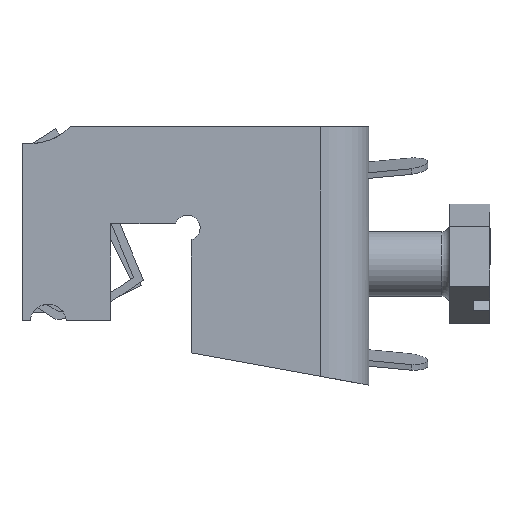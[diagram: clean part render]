
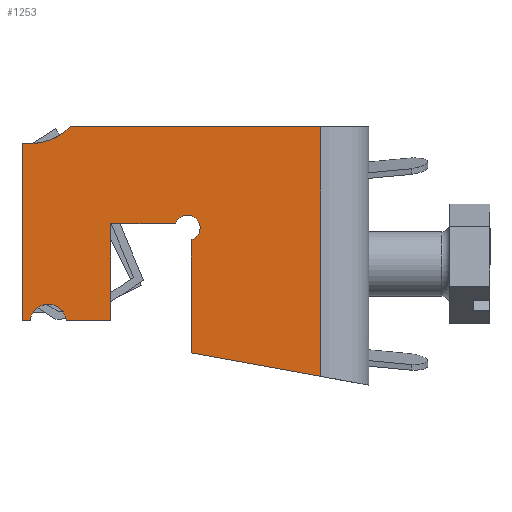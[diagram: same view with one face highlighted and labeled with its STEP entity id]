
A CAD part, left-side view. The second image highlights one B-rep face of the part: STEP entity #1253.
In plain terms, the highlighted face is planar.
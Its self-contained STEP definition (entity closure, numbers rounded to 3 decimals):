
#1119=CARTESIAN_POINT('',(30.909,37.0,21.0));
#1120=VERTEX_POINT('',#1119);
#1138=CARTESIAN_POINT('',(0.0,37.0,21.0));
#1139=VERTEX_POINT('',#1138);
#1147=CARTESIAN_POINT('',(0.0,37.0,21.0));
#1148=DIRECTION('',(1.0,0.0,0.0));
#1149=VECTOR('',#1148,30.909);
#1150=LINE('',#1147,#1149);
#1151=EDGE_CURVE('',#1139,#1120,#1150,.T.);
#1156=CARTESIAN_POINT('',(15.798,22.048,21.0));
#1157=DIRECTION('',(0.0,0.0,1.0));
#1158=DIRECTION('',(1.0,0.0,0.0));
#1159=AXIS2_PLACEMENT_3D('',#1156,#1157,#1158);
#1160=PLANE('',#1159);
#1161=ORIENTED_EDGE('',*,*,#1151,.F.);
#1162=CARTESIAN_POINT('',(0.0,6.,21.0));
#1163=VERTEX_POINT('',#1162);
#1164=CARTESIAN_POINT('',(0.0,6.0,21.0));
#1165=DIRECTION('',(0.0,1.0,0.0));
#1166=VECTOR('',#1165,31.0);
#1167=LINE('',#1164,#1166);
#1168=EDGE_CURVE('',#1163,#1139,#1167,.T.);
#1169=ORIENTED_EDGE('',*,*,#1168,.F.);
#1170=CARTESIAN_POINT('',(2.0,0.0,21.0));
#1171=VERTEX_POINT('',#1170);
#1172=CARTESIAN_POINT('',(-5.,1.0,21.0));
#1173=DIRECTION('',(0.0,0.0,1.0));
#1174=DIRECTION('',(-0.99,0.141,0.0));
#1175=AXIS2_PLACEMENT_3D('',#1172,#1173,#1174);
#1176=CIRCLE('',#1175,7.071);
#1177=EDGE_CURVE('',#1171,#1163,#1176,.T.);
#1178=ORIENTED_EDGE('',*,*,#1177,.F.);
#1179=CARTESIAN_POINT('',(24.,0.0,21.0));
#1180=VERTEX_POINT('',#1179);
#1181=CARTESIAN_POINT('',(24.,0.0,21.0));
#1182=DIRECTION('',(-1.0,0.0,0.0));
#1183=VECTOR('',#1182,22.);
#1184=LINE('',#1181,#1183);
#1185=EDGE_CURVE('',#1180,#1171,#1184,.T.);
#1186=ORIENTED_EDGE('',*,*,#1185,.F.);
#1187=CARTESIAN_POINT('',(24.,1.,21.0));
#1188=VERTEX_POINT('',#1187);
#1189=CARTESIAN_POINT('',(24.,1.,21.0));
#1190=DIRECTION('',(0.0,-1.0,0.0));
#1191=VECTOR('',#1190,1.);
#1192=LINE('',#1189,#1191);
#1193=EDGE_CURVE('',#1188,#1180,#1192,.T.);
#1194=ORIENTED_EDGE('',*,*,#1193,.F.);
#1195=CARTESIAN_POINT('',(24.,5.5,21.0));
#1196=VERTEX_POINT('',#1195);
#1197=CARTESIAN_POINT('',(24.25,3.25,21.0));
#1198=DIRECTION('',(0.0,0.0,1.0));
#1199=DIRECTION('',(0.11,-0.994,0.0));
#1200=AXIS2_PLACEMENT_3D('',#1197,#1198,#1199);
#1201=CIRCLE('',#1200,2.264);
#1202=EDGE_CURVE('',#1196,#1188,#1201,.T.);
#1203=ORIENTED_EDGE('',*,*,#1202,.F.);
#1204=CARTESIAN_POINT('',(24.,11.0,21.0));
#1205=VERTEX_POINT('',#1204);
#1206=CARTESIAN_POINT('',(24.,11.0,21.0));
#1207=DIRECTION('',(0.0,-1.0,0.0));
#1208=VECTOR('',#1207,5.5);
#1209=LINE('',#1206,#1208);
#1210=EDGE_CURVE('',#1205,#1196,#1209,.T.);
#1211=ORIENTED_EDGE('',*,*,#1210,.F.);
#1212=CARTESIAN_POINT('',(12.,11.0,21.0));
#1213=VERTEX_POINT('',#1212);
#1214=CARTESIAN_POINT('',(24.,11.0,21.0));
#1215=DIRECTION('',(-1.0,0.0,0.0));
#1216=VECTOR('',#1215,12.);
#1217=LINE('',#1214,#1216);
#1218=EDGE_CURVE('',#1205,#1213,#1217,.T.);
#1219=ORIENTED_EDGE('',*,*,#1218,.T.);
#1220=CARTESIAN_POINT('',(12.,19.0,21.0));
#1221=VERTEX_POINT('',#1220);
#1222=CARTESIAN_POINT('',(12.,11.0,21.0));
#1223=DIRECTION('',(0.0,1.0,0.0));
#1224=VECTOR('',#1223,8.0);
#1225=LINE('',#1222,#1224);
#1226=EDGE_CURVE('',#1213,#1221,#1225,.T.);
#1227=ORIENTED_EDGE('',*,*,#1226,.T.);
#1228=CARTESIAN_POINT('',(14.,21.0,21.0));
#1229=VERTEX_POINT('',#1228);
#1230=CARTESIAN_POINT('',(12.5,20.5,21.0));
#1231=DIRECTION('',(0.0,0.0,-1.0));
#1232=DIRECTION('',(0.949,0.316,0.0));
#1233=AXIS2_PLACEMENT_3D('',#1230,#1231,#1232);
#1234=CIRCLE('',#1233,1.581);
#1235=EDGE_CURVE('',#1221,#1229,#1234,.T.);
#1236=ORIENTED_EDGE('',*,*,#1235,.T.);
#1237=CARTESIAN_POINT('',(28.,21.0,21.0));
#1238=VERTEX_POINT('',#1237);
#1239=CARTESIAN_POINT('',(14.0,21.0,21.0));
#1240=DIRECTION('',(1.0,0.0,0.0));
#1241=VECTOR('',#1240,14.0);
#1242=LINE('',#1239,#1241);
#1243=EDGE_CURVE('',#1229,#1238,#1242,.T.);
#1244=ORIENTED_EDGE('',*,*,#1243,.T.);
#1245=CARTESIAN_POINT('',(30.909,37.,21.0));
#1246=DIRECTION('',(-0.179,-0.984,0.0));
#1247=VECTOR('',#1246,16.262);
#1248=LINE('',#1245,#1247);
#1249=EDGE_CURVE('',#1120,#1238,#1248,.T.);
#1250=ORIENTED_EDGE('',*,*,#1249,.F.);
#1251=EDGE_LOOP('',(#1161,#1169,#1178,#1186,#1194,#1203,#1211,#1219,#1227,#1236,#1244,#1250));
#1252=FACE_OUTER_BOUND('',#1251,.T.);
#1253=ADVANCED_FACE('',(#1252),#1160,.T.);
